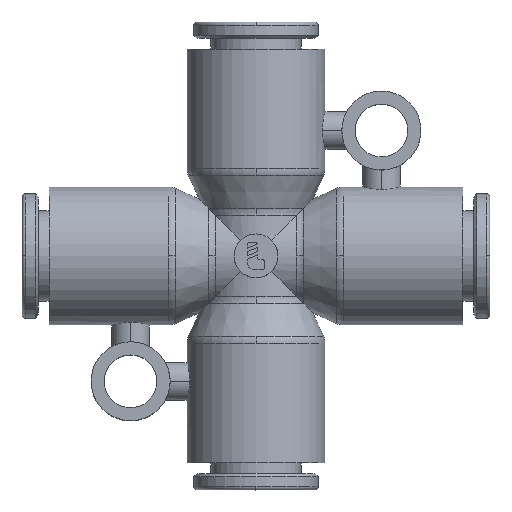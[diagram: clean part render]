
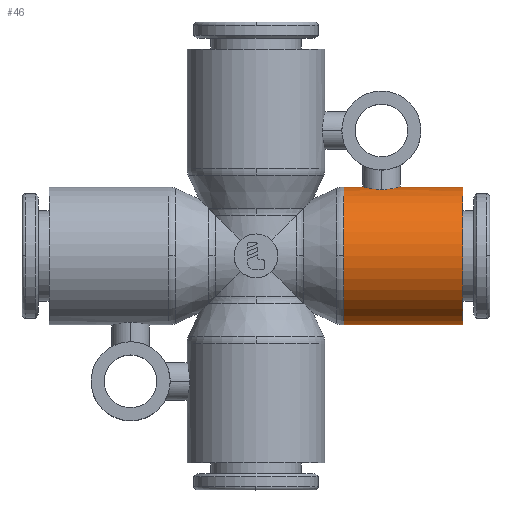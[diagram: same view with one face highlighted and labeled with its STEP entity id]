
A CAD part, top view. The second image highlights one B-rep face of the part: STEP entity #46.
In plain terms, the highlighted cylindrical face has radius 5.5 mm (diameter 11 mm), a partial arc.
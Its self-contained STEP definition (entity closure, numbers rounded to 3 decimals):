
#46=ADVANCED_FACE('',(#192),#193,.T.);
#192=FACE_OUTER_BOUND('',#503,.T.);
#193=CYLINDRICAL_SURFACE('',#504,5.5);
#503=EDGE_LOOP('',(#814,#815,#816,#817,#818,#819,#820,#821));
#504=AXIS2_PLACEMENT_3D('',#822,#823,#824);
#814=ORIENTED_EDGE('',*,*,#1999,.F.);
#815=ORIENTED_EDGE('',*,*,#2000,.T.);
#816=ORIENTED_EDGE('',*,*,#2001,.T.);
#817=ORIENTED_EDGE('',*,*,#2002,.F.);
#818=ORIENTED_EDGE('',*,*,#2003,.F.);
#819=ORIENTED_EDGE('',*,*,#2004,.F.);
#820=ORIENTED_EDGE('',*,*,#2005,.T.);
#821=ORIENTED_EDGE('',*,*,#2006,.T.);
#822=CARTESIAN_POINT('',(11.75,0.0,0.0));
#823=DIRECTION('',(1.0,0.0,0.0));
#824=DIRECTION('',(0.0,1.0,0.0));
#1999=EDGE_CURVE('',#2374,#2375,#2376,.T.);
#2000=EDGE_CURVE('',#2374,#2377,#2378,.T.);
#2001=EDGE_CURVE('',#2377,#2379,#2380,.T.);
#2002=EDGE_CURVE('',#2381,#2379,#2382,.T.);
#2003=EDGE_CURVE('',#2383,#2381,#2384,.T.);
#2004=EDGE_CURVE('',#2385,#2383,#2386,.T.);
#2005=EDGE_CURVE('',#2385,#2387,#2388,.T.);
#2006=EDGE_CURVE('',#2387,#2375,#2389,.T.);
#2374=VERTEX_POINT('',#2988);
#2375=VERTEX_POINT('',#2989);
#2376=LINE('',#2990,#2991);
#2377=VERTEX_POINT('',#2992);
#2378=CIRCLE('',#2993,5.5);
#2379=VERTEX_POINT('',#2994);
#2380=CIRCLE('',#2995,5.5);
#2381=VERTEX_POINT('',#2996);
#2382=LINE('',#2997,#2998);
#2383=VERTEX_POINT('',#2999);
#2384=CIRCLE('',#3000,5.5);
#2385=VERTEX_POINT('',#3001);
#2386=LINE('',#3002,#3003);
#2387=VERTEX_POINT('',#3004);
#2388=B_SPLINE_CURVE_WITH_KNOTS('',3,(#3005,#3006,#3007,#3008,#3009,#3010,#3011,#3012,#3013,#3014,#3015,#3016,#3017,#3018),.UNSPECIFIED.,.F.,.F.,(4,2,2,2,2,2,4),(2.273,2.557,2.841,3.409,3.977,4.261,4.545),.UNSPECIFIED.);
#2389=B_SPLINE_CURVE_WITH_KNOTS('',3,(#3019,#3020,#3021,#3022,#3023,#3024,#3025,#3026,#3027,#3028,#3029,#3030,#3031,#3032),.UNSPECIFIED.,.F.,.F.,(4,2,2,2,2,2,4),(4.545,4.829,5.113,5.682,6.25,6.534,6.818),.UNSPECIFIED.);
#2988=CARTESIAN_POINT('',(7.0,5.5,0.0));
#2989=CARTESIAN_POINT('',(8.5,5.5,0.));
#2990=CARTESIAN_POINT('',(11.75,5.5,0.));
#2991=VECTOR('',#4475,1.0);
#2992=CARTESIAN_POINT('',(7.0,0.,5.5));
#2993=AXIS2_PLACEMENT_3D('',#4476,#4477,#4478);
#2994=CARTESIAN_POINT('',(7.0,-5.5,0.));
#2995=AXIS2_PLACEMENT_3D('',#4479,#4480,#4481);
#2996=CARTESIAN_POINT('',(16.5,-5.5,0.));
#2997=CARTESIAN_POINT('',(11.75,-5.5,0.));
#2998=VECTOR('',#4482,1.0);
#2999=CARTESIAN_POINT('',(16.5,5.5,0.0));
#3000=AXIS2_PLACEMENT_3D('',#4483,#4484,#4485);
#3001=CARTESIAN_POINT('',(11.5,5.5,0.));
#3002=CARTESIAN_POINT('',(11.75,5.5,0.));
#3003=VECTOR('',#4486,1.0);
#3004=CARTESIAN_POINT('',(10.0,5.292,1.5));
#3005=CARTESIAN_POINT('',(11.5,5.5,0.));
#3006=CARTESIAN_POINT('',(11.5,5.5,0.095));
#3007=CARTESIAN_POINT('',(11.491,5.497,0.192));
#3008=CARTESIAN_POINT('',(11.453,5.487,0.387));
#3009=CARTESIAN_POINT('',(11.424,5.48,0.483));
#3010=CARTESIAN_POINT('',(11.309,5.45,0.76));
#3011=CARTESIAN_POINT('',(11.193,5.423,0.928));
#3012=CARTESIAN_POINT('',(10.928,5.371,1.193));
#3013=CARTESIAN_POINT('',(10.76,5.343,1.309));
#3014=CARTESIAN_POINT('',(10.483,5.313,1.424));
#3015=CARTESIAN_POINT('',(10.387,5.305,1.453));
#3016=CARTESIAN_POINT('',(10.192,5.294,1.491));
#3017=CARTESIAN_POINT('',(10.095,5.292,1.5));
#3018=CARTESIAN_POINT('',(10.0,5.292,1.5));
#3019=CARTESIAN_POINT('',(10.0,5.292,1.5));
#3020=CARTESIAN_POINT('',(9.905,5.292,1.5));
#3021=CARTESIAN_POINT('',(9.808,5.294,1.491));
#3022=CARTESIAN_POINT('',(9.613,5.305,1.453));
#3023=CARTESIAN_POINT('',(9.517,5.313,1.424));
#3024=CARTESIAN_POINT('',(9.24,5.343,1.309));
#3025=CARTESIAN_POINT('',(9.072,5.371,1.193));
#3026=CARTESIAN_POINT('',(8.807,5.423,0.928));
#3027=CARTESIAN_POINT('',(8.691,5.45,0.76));
#3028=CARTESIAN_POINT('',(8.576,5.48,0.483));
#3029=CARTESIAN_POINT('',(8.547,5.487,0.387));
#3030=CARTESIAN_POINT('',(8.509,5.497,0.192));
#3031=CARTESIAN_POINT('',(8.5,5.5,0.095));
#3032=CARTESIAN_POINT('',(8.5,5.5,0.));
#4475=DIRECTION('',(1.0,0.0,0.0));
#4476=CARTESIAN_POINT('',(7.0,0.0,0.0));
#4477=DIRECTION('',(1.0,0.0,0.0));
#4478=DIRECTION('',(0.0,1.0,0.0));
#4479=CARTESIAN_POINT('',(7.0,0.0,0.0));
#4480=DIRECTION('',(1.0,0.0,0.0));
#4481=DIRECTION('',(0.0,1.0,0.0));
#4482=DIRECTION('',(-1.0,-0.0,-0.0));
#4483=CARTESIAN_POINT('',(16.5,0.0,0.0));
#4484=DIRECTION('',(1.0,0.0,0.0));
#4485=DIRECTION('',(0.0,1.0,0.0));
#4486=DIRECTION('',(1.0,0.0,0.0));
